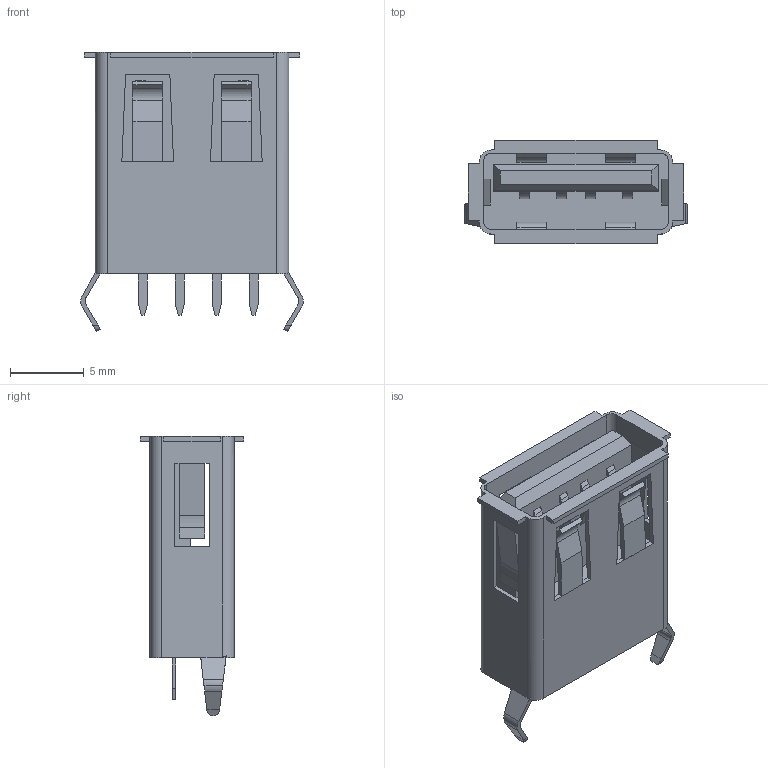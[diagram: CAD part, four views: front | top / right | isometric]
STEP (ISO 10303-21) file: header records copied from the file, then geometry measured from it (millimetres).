
FILE_DESCRIPTION (( 'STEP AP214' ), '1' );
FILE_NAME ('Samtec-$PARTNUMBER.STEP', '2013-09-03T08:37:31', ( 'Windows User' ), ( '' ), 'SwSTEP 2.0', 'SolidWorks 2013', '' );
FILE_SCHEMA (( 'AUTOMOTIVE_DESIGN' ));
Length unit declared in the file: millimetre
Products named in the file (1): Samtec-$PARTNUMBER
Bounding box: 15.06 x 7 x 18.9 mm (x, y, z)
Volume: 713.7 mm3; surface area: 1280.5 mm2
Topology: 1 solids, 1 shells, 230 faces, 650 edges, 428 vertices
Faces by surface type: plane 182, cylinder 32, bspline 16
Entity records: 9355 total; most frequent: CARTESIAN_POINT 1631, ORIENTED_EDGE 1300, DIRECTION 1090, EDGE_CURVE 650, LINE 548, VECTOR 548, VERTEX_POINT 428, AXIS2_PLACEMENT_3D 271
